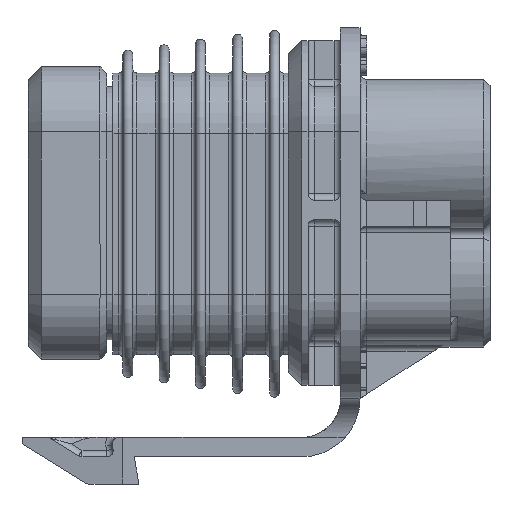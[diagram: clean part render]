
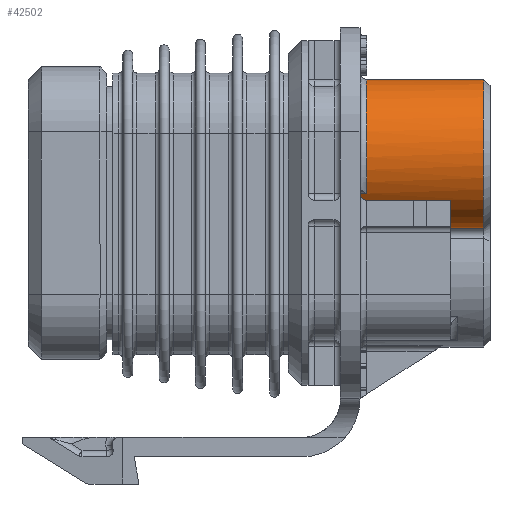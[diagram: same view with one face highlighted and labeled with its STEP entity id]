
A CAD part, left-side view. The second image highlights one B-rep face of the part: STEP entity #42502.
In plain terms, the highlighted cylindrical face has radius 5.75 mm (diameter 11.5 mm), a partial arc.
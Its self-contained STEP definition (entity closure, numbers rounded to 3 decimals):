
#5486=DIRECTION('',(0.,-1.,0.));
#5487=VECTOR('',#5486,27.5);
#5488=CARTESIAN_POINT('',(-18.529,-1.5,-1.441));
#5489=LINE('',#5488,#5487);
#5520=DIRECTION('',(0.,1.,0.));
#5521=VECTOR('',#5520,18.5);
#5522=CARTESIAN_POINT('',(-23.076,-20.,1.253));
#5523=LINE('',#5522,#5521);
#5817=CARTESIAN_POINT('',(-18.2,-29.,4.3));
#5818=DIRECTION('',(0.,-1.,0.));
#5819=DIRECTION('',(0.832,0.,0.555));
#5820=AXIS2_PLACEMENT_3D('',#5817,#5818,#5819);
#5822=CARTESIAN_POINT('',(-18.2,-1.5,4.3));
#5823=DIRECTION('',(0.,-1.,0.));
#5824=DIRECTION('',(-0.848,0.,-0.53));
#5825=AXIS2_PLACEMENT_3D('',#5822,#5823,#5824);
#5827=CARTESIAN_POINT('',(-18.2,-20.,4.3));
#5828=DIRECTION('',(0.,-1.,0.));
#5829=DIRECTION('',(0.832,0.,0.555));
#5830=AXIS2_PLACEMENT_3D('',#5827,#5828,#5829);
#5832=DIRECTION('',(0.,-1.,0.));
#5833=VECTOR('',#5832,9.);
#5834=CARTESIAN_POINT('',(-13.416,-20.,7.49));
#5835=LINE('',#5834,#5833);
#29443=CARTESIAN_POINT('',(-13.416,-20.,7.49));
#29444=CARTESIAN_POINT('',(-23.076,-20.,1.253));
#29445=VERTEX_POINT('',#29443);
#29446=VERTEX_POINT('',#29444);
#29647=CARTESIAN_POINT('',(-18.529,-1.5,-1.441));
#29649=VERTEX_POINT('',#29647);
#29671=CARTESIAN_POINT('',(-23.076,-1.5,1.253));
#29672=VERTEX_POINT('',#29671);
#29677=CARTESIAN_POINT('',(-18.529,-29.,-1.441));
#29679=VERTEX_POINT('',#29677);
#29735=CARTESIAN_POINT('',(-13.416,-29.,7.49));
#29736=VERTEX_POINT('',#29735);
#42489=CARTESIAN_POINT('',(-18.2,1.,4.3));
#42490=DIRECTION('',(0.,1.,0.));
#42491=DIRECTION('',(1.,0.,0.));
#42492=AXIS2_PLACEMENT_3D('',#42489,#42490,#42491);
#42493=CYLINDRICAL_SURFACE('',#42492,5.75);
#42494=ORIENTED_EDGE('',*,*,#42483,.T.);
#42495=ORIENTED_EDGE('',*,*,#41950,.F.);
#42496=ORIENTED_EDGE('',*,*,#42000,.F.);
#42497=ORIENTED_EDGE('',*,*,#42030,.F.);
#42498=ORIENTED_EDGE('',*,*,#42428,.F.);
#42499=ORIENTED_EDGE('',*,*,#42454,.T.);
#42500=EDGE_LOOP('',(#42494,#42495,#42496,#42497,#42498,#42499));
#42501=FACE_OUTER_BOUND('',#42500,.F.);
#42502=ADVANCED_FACE('',(#42501),#42493,.T.);
#5821=CIRCLE('',#5820,5.75);
#5826=CIRCLE('',#5825,5.75);
#5831=CIRCLE('',#5830,5.75);
#41950=EDGE_CURVE('',#29649,#29679,#5489,.T.);
#42000=EDGE_CURVE('',#29672,#29649,#5826,.T.);
#42030=EDGE_CURVE('',#29446,#29672,#5523,.T.);
#42428=EDGE_CURVE('',#29445,#29446,#5831,.T.);
#42454=EDGE_CURVE('',#29445,#29736,#5835,.T.);
#42483=EDGE_CURVE('',#29736,#29679,#5821,.T.);
